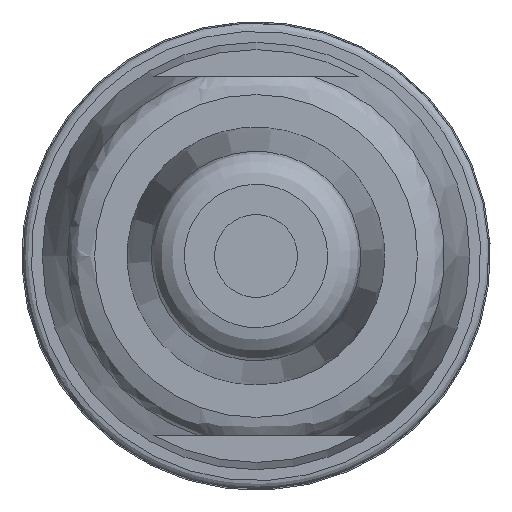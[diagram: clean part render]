
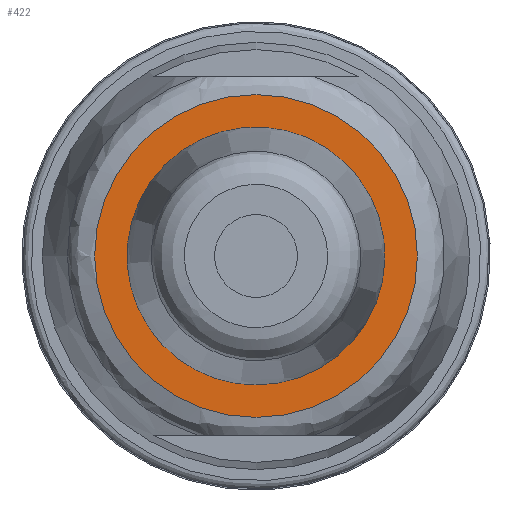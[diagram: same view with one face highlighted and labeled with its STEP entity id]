
A CAD part, front view. The second image highlights one B-rep face of the part: STEP entity #422.
In plain terms, the highlighted planar face has unit normal (0, -1, 0).
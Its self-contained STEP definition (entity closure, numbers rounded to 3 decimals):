
#422=ADVANCED_FACE('',(#625,#626),#514,.T.);
#514=PLANE('',#2151);
#568=CIRCLE('',#2147,4.678);
#569=CIRCLE('',#2150,5.853);
#625=FACE_BOUND('',#744,.T.);
#626=FACE_BOUND('',#745,.T.);
#744=EDGE_LOOP('',(#1165));
#745=EDGE_LOOP('',(#1166));
#1165=ORIENTED_EDGE('',*,*,#1688,.F.);
#1166=ORIENTED_EDGE('',*,*,#1689,.F.);
#1450=VERTEX_POINT('',#3187);
#1451=VERTEX_POINT('',#3191);
#1688=EDGE_CURVE('',#1450,#1450,#568,.T.);
#1689=EDGE_CURVE('',#1451,#1451,#569,.T.);
#2147=AXIS2_PLACEMENT_3D('',#3186,#2543,#2544);
#2150=AXIS2_PLACEMENT_3D('',#3190,#2549,#2550);
#2151=AXIS2_PLACEMENT_3D('',#3192,#2551,#2552);
#2543=DIRECTION('',(0.,-1.,0.));
#2544=DIRECTION('',(0.,0.,-1.));
#2549=DIRECTION('',(0.,1.,0.));
#2550=DIRECTION('',(-1.,0.,0.));
#2551=DIRECTION('',(0.,-1.,0.));
#2552=DIRECTION('',(-1.,0.,0.));
#3186=CARTESIAN_POINT('',(21.985,-55.865,0.));
#3187=CARTESIAN_POINT('',(21.985,-55.865,-4.678));
#3190=CARTESIAN_POINT('',(21.985,-55.865,0.));
#3191=CARTESIAN_POINT('',(16.132,-55.865,0.));
#3192=CARTESIAN_POINT('',(28.423,-55.865,6.438));
